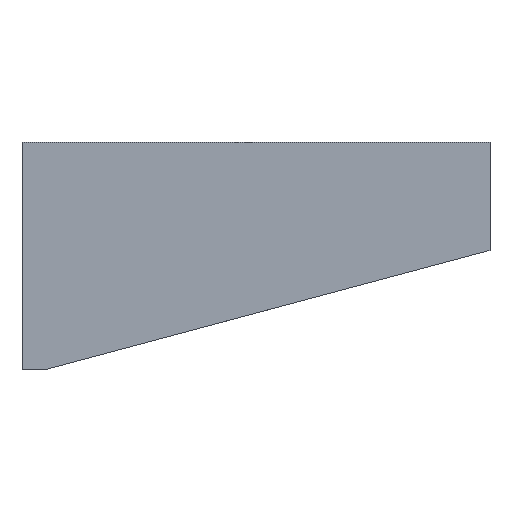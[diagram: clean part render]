
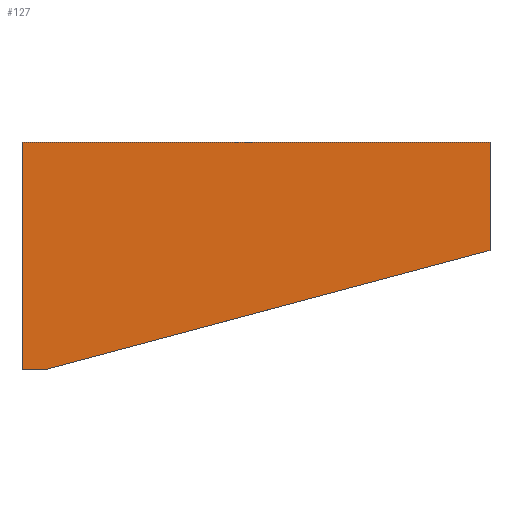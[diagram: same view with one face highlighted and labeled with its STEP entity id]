
A CAD part, top view. The second image highlights one B-rep face of the part: STEP entity #127.
In plain terms, the highlighted planar face has unit normal (0, 0, 1).
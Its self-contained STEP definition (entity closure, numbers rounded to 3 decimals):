
#21=FACE_OUTER_BOUND('',#28,.T.);
#28=EDGE_LOOP('',(#109,#110,#111,#112,#113));
#35=LINE('',#202,#50);
#37=LINE('',#206,#52);
#39=LINE('',#210,#54);
#41=LINE('',#214,#56);
#43=LINE('',#217,#58);
#50=VECTOR('',#167,10.);
#52=VECTOR('',#171,10.);
#54=VECTOR('',#175,10.);
#56=VECTOR('',#179,10.);
#58=VECTOR('',#183,10.);
#64=VERTEX_POINT('',#199);
#65=VERTEX_POINT('',#201);
#66=VERTEX_POINT('',#205);
#67=VERTEX_POINT('',#209);
#68=VERTEX_POINT('',#213);
#75=EDGE_CURVE('',#65,#64,#35,.T.);
#77=EDGE_CURVE('',#66,#65,#37,.T.);
#79=EDGE_CURVE('',#67,#66,#39,.T.);
#81=EDGE_CURVE('',#68,#67,#41,.T.);
#83=EDGE_CURVE('',#64,#68,#43,.T.);
#109=ORIENTED_EDGE('',*,*,#83,.T.);
#110=ORIENTED_EDGE('',*,*,#81,.T.);
#111=ORIENTED_EDGE('',*,*,#79,.T.);
#112=ORIENTED_EDGE('',*,*,#77,.T.);
#113=ORIENTED_EDGE('',*,*,#75,.T.);
#120=PLANE('',#154);
#127=ADVANCED_FACE('',(#21),#120,.T.);
#154=AXIS2_PLACEMENT_3D('',#218,#184,#185);
#167=DIRECTION('',(1.,0.,0.));
#171=DIRECTION('',(0.,-1.,0.));
#175=DIRECTION('',(-1.,0.,0.));
#179=DIRECTION('',(0.,1.,0.));
#183=DIRECTION('',(0.966,0.259,0.));
#184=DIRECTION('center_axis',(0.,0.,1.));
#185=DIRECTION('ref_axis',(1.,0.,0.));
#199=CARTESIAN_POINT('',(50.,0.,5.));
#201=CARTESIAN_POINT('',(0.,0.,5.));
#202=CARTESIAN_POINT('',(0.,0.,5.));
#205=CARTESIAN_POINT('',(0.,510.845,5.));
#206=CARTESIAN_POINT('',(0.,510.845,5.));
#209=CARTESIAN_POINT('',(1050.,510.845,5.));
#210=CARTESIAN_POINT('',(1050.,510.845,5.));
#213=CARTESIAN_POINT('',(1050.,267.949,5.));
#214=CARTESIAN_POINT('',(1050.,267.949,5.));
#217=CARTESIAN_POINT('',(50.,0.,5.));
#218=CARTESIAN_POINT('Origin',(525.,255.423,5.));
